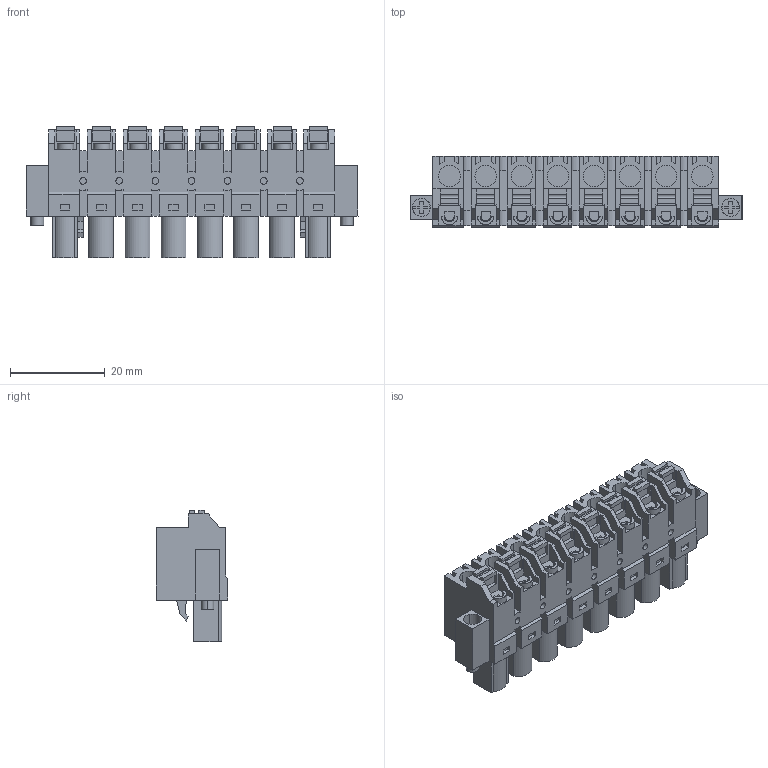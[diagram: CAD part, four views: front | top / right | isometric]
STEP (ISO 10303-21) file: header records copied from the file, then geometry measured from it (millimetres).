
FILE_DESCRIPTION(('CATIA V5 STEP Exchange','CAx-IF Rec.Pracs.--- Model Styling and Organization---1.2---2011-12-15'),'2;1');
FILE_NAME ('D1449905_0_1230280000_1230280000.stp','2017-04-08T10:34:07+00:00',('none'),('Weidmueller'),'CATIA Version 5-6 Release 2014','CATIA V5 STEP AP214','none');
FILE_SCHEMA(('AUTOMOTIVE_DESIGN { 1 0 10303 214 1 1 1 1 }'));
Length unit declared in the file: millimetre
Products named in the file (1): 1230280000
Bounding box: 70.02 x 15.05 x 27.67 mm (x, y, z)
Volume: 14504.4 mm3; surface area: 10053.7 mm2
Topology: 11 solids, 11 shells, 852 faces, 2402 edges, 1648 vertices
Faces by surface type: plane 672, cylinder 173, extrusion 7
Entity records: 26643 total; most frequent: CARTESIAN_POINT 5641, ORIENTED_EDGE 4804, DIRECTION 3472, EDGE_CURVE 2402, VECTOR 1929, LINE 1922, VERTEX_POINT 1648, AXIS2_PLACEMENT_3D 972
